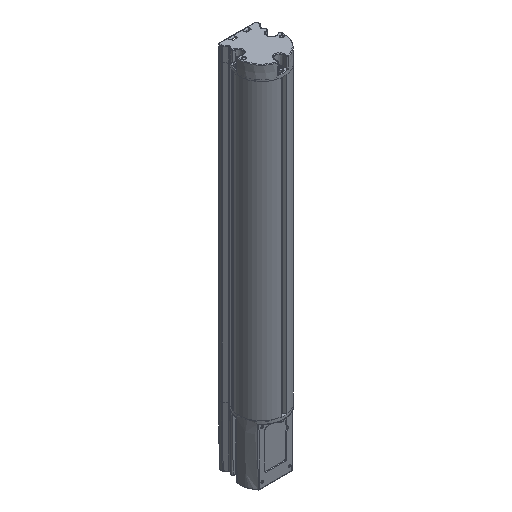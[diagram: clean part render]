
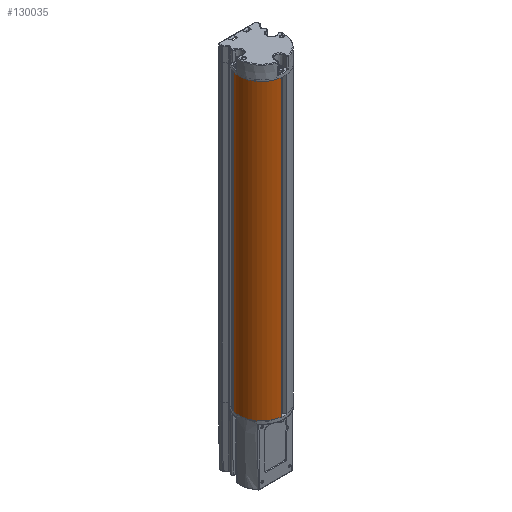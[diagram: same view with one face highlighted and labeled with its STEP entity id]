
A CAD part, isometric view. The second image highlights one B-rep face of the part: STEP entity #130035.
In plain terms, the highlighted cylindrical face has radius 19 mm (diameter 38 mm), a partial arc.
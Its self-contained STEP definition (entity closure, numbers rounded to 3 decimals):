
#35968=CARTESIAN_POINT('',(0.,0.,-248.45));
#35969=DIRECTION('',(0.,0.,1.));
#35970=DIRECTION('',(-0.951,0.308,0.));
#35971=AXIS2_PLACEMENT_3D('',#35968,#35969,#35970);
#35973=DIRECTION('',(0.,0.,-1.));
#35974=VECTOR('',#35973,248.45);
#35975=CARTESIAN_POINT('',(-18.075,5.857,
0.));
#35976=LINE('',#35975,#35974);
#35977=CARTESIAN_POINT('',(0.,0.,0.));
#35978=DIRECTION('',(0.,0.,-1.));
#35979=DIRECTION('',(-0.122,-0.992,0.));
#35980=AXIS2_PLACEMENT_3D('',#35977,#35978,#35979);
#35982=DIRECTION('',(0.,0.,1.));
#35983=VECTOR('',#35982,248.45);
#35984=CARTESIAN_POINT('',(-2.323,-18.857,-248.45));
#35985=LINE('',#35984,#35983);
#100764=CARTESIAN_POINT('',(-2.323,-18.857,
0.));
#100765=CARTESIAN_POINT('',(-18.075,5.857,
0.));
#100766=VERTEX_POINT('',#100764);
#100767=VERTEX_POINT('',#100765);
#101329=CARTESIAN_POINT('',(-18.075,5.857,-248.45));
#101330=CARTESIAN_POINT('',(-2.323,-18.857,-248.45));
#101331=VERTEX_POINT('',#101329);
#101332=VERTEX_POINT('',#101330);
#130023=CARTESIAN_POINT('',(0.,0.,0.));
#130024=DIRECTION('',(0.,0.,1.));
#130025=DIRECTION('',(1.,0.,0.));
#130026=AXIS2_PLACEMENT_3D('',#130023,#130024,#130025);
#130027=CYLINDRICAL_SURFACE('',#130026,19.);
#130028=ORIENTED_EDGE('',*,*,#109923,.F.);
#130030=ORIENTED_EDGE('',*,*,#130029,.F.);
#130031=ORIENTED_EDGE('',*,*,#109382,.F.);
#130032=ORIENTED_EDGE('',*,*,#130015,.F.);
#130033=EDGE_LOOP('',(#130028,#130030,#130031,#130032));
#130034=FACE_OUTER_BOUND('',#130033,.F.);
#130035=ADVANCED_FACE('',(#130034),#130027,.T.);
#35972=CIRCLE('',#35971,19.);
#35981=CIRCLE('',#35980,19.);
#109382=EDGE_CURVE('',#100766,#100767,#35981,.T.);
#109923=EDGE_CURVE('',#101331,#101332,#35972,.T.);
#130015=EDGE_CURVE('',#101332,#100766,#35985,.T.);
#130029=EDGE_CURVE('',#100767,#101331,#35976,.T.);
